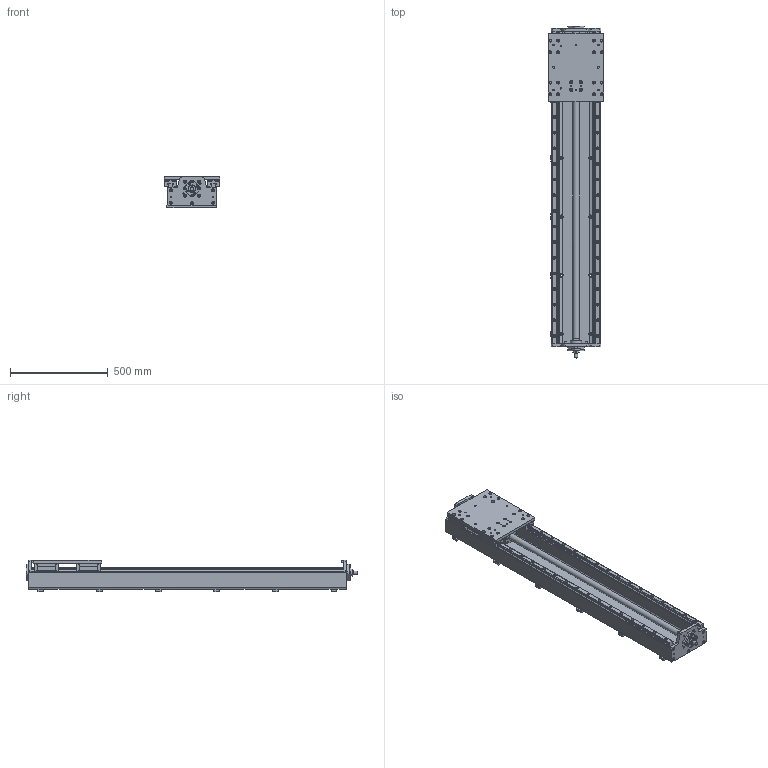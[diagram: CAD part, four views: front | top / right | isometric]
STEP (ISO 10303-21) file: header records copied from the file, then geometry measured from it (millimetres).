
FILE_DESCRIPTION((''),'2;1');
FILE_NAME('KK-HD-285-30-32XX-1600.stp','2009-03-22T20:48:05',('kurt'),(''),'Autodesk Inventor 2008','Autodesk Inventor 2008','');
FILE_SCHEMA(('AUTOMOTIVE_DESIGN { 1 0 10303 214 1 1 1 1 }'));
Length unit declared in the file: millimetre
Products named in the file (1): Part444
Bounding box: 285 x 1699 x 160 mm (x, y, z)
Volume: 23050620.9 mm3; surface area: 2367550.6 mm2
Topology: 1 solids, 13 shells, 2603 faces, 7294 edges, 4835 vertices
Faces by surface type: plane 1717, cylinder 498, bspline 247, cone 125, torus 16
Full cylindrical faces by diameter (mm): 2.459 x4, 3 x4, 3.5 x4, 4 x1, 4.917 x8, 5.5 x4, 6 x14, 6.6 x8, 6.647 x60, 8 x20, 8.376 x8, 9 x80, 10 x4, 10.106 x12, 11 x12, 14 x40, 15 x34, 17 x1, 18 x12, 19 x1, 20 x4, 23 x1, 25 x1, 26 x1, 28.64 x4, 29.082 x2, 32 x1, 33.45 x1, 37 x2, 38.36 x4
Entity records: 87901 total; most frequent: CARTESIAN_POINT 20616, ORIENTED_EDGE 13312, DIRECTION 12498, EDGE_CURVE 6656, VERTEX_POINT 4667, VECTOR 4654, LINE 4654, AXIS2_PLACEMENT_3D 3922
